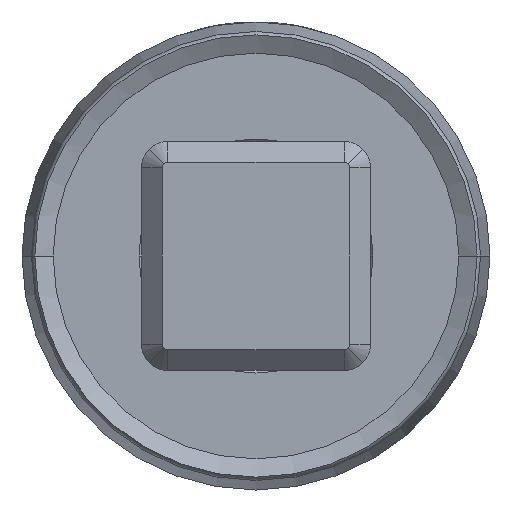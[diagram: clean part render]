
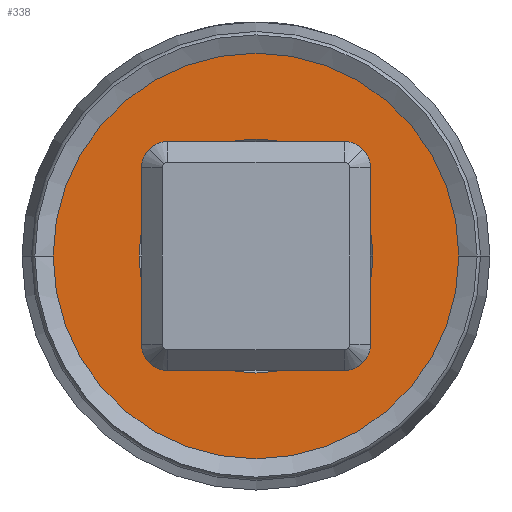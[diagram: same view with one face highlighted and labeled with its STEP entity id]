
A CAD part, left-side view. The second image highlights one B-rep face of the part: STEP entity #338.
In plain terms, the highlighted planar face has unit normal (-1, 0, 0).
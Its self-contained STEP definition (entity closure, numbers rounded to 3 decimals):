
#338=ADVANCED_FACE('',(#768,#769),#770,.F.);
#768=FACE_OUTER_BOUND('',#1333,.T.);
#769=FACE_BOUND('',#1334,.T.);
#770=PLANE('',#1335);
#1333=EDGE_LOOP('',(#2149,#2150));
#1334=EDGE_LOOP('',(#2151,#2152));
#1335=AXIS2_PLACEMENT_3D('',#2153,#2154,#2155);
#2149=ORIENTED_EDGE('',*,*,#3335,.T.);
#2150=ORIENTED_EDGE('',*,*,#3351,.T.);
#2151=ORIENTED_EDGE('',*,*,#3344,.F.);
#2152=ORIENTED_EDGE('',*,*,#3346,.F.);
#2153=CARTESIAN_POINT('',(-5.495,0.0,0.0));
#2154=DIRECTION('',(1.0,-0.0,0.0));
#2155=DIRECTION('',(0.0,1.0,0.0));
#3335=EDGE_CURVE('',#3959,#3963,#3965,.T.);
#3344=EDGE_CURVE('',#3978,#3976,#3980,.T.);
#3346=EDGE_CURVE('',#3976,#3978,#3982,.T.);
#3351=EDGE_CURVE('',#3963,#3959,#3987,.T.);
#3959=VERTEX_POINT('',#4835);
#3963=VERTEX_POINT('',#4840);
#3965=CIRCLE('',#4843,39.0);
#3976=VERTEX_POINT('',#4856);
#3978=VERTEX_POINT('',#4859);
#3980=CIRCLE('',#4862,22.5);
#3982=CIRCLE('',#4864,22.5);
#3987=CIRCLE('',#4869,39.0);
#4835=CARTESIAN_POINT('',(-5.495,39.0,0.0));
#4840=CARTESIAN_POINT('',(-5.495,-39.0,0.));
#4843=AXIS2_PLACEMENT_3D('',#6078,#6079,#6080);
#4856=CARTESIAN_POINT('',(-5.495,-22.5,0.));
#4859=CARTESIAN_POINT('',(-5.495,22.5,0.));
#4862=AXIS2_PLACEMENT_3D('',#6091,#6092,#6093);
#4864=AXIS2_PLACEMENT_3D('',#6094,#6095,#6096);
#4869=AXIS2_PLACEMENT_3D('',#6103,#6104,#6105);
#6078=CARTESIAN_POINT('',(-5.495,0.0,0.0));
#6079=DIRECTION('',(-1.0,0.0,0.0));
#6080=DIRECTION('',(0.0,1.0,0.0));
#6091=CARTESIAN_POINT('',(-5.495,0.0,0.0));
#6092=DIRECTION('',(-1.0,0.0,0.0));
#6093=DIRECTION('',(0.0,-1.0,0.0));
#6094=CARTESIAN_POINT('',(-5.495,0.0,0.0));
#6095=DIRECTION('',(-1.0,0.0,0.0));
#6096=DIRECTION('',(0.0,-1.0,0.0));
#6103=CARTESIAN_POINT('',(-5.495,0.0,0.0));
#6104=DIRECTION('',(-1.0,0.0,0.0));
#6105=DIRECTION('',(0.0,1.0,0.0));
